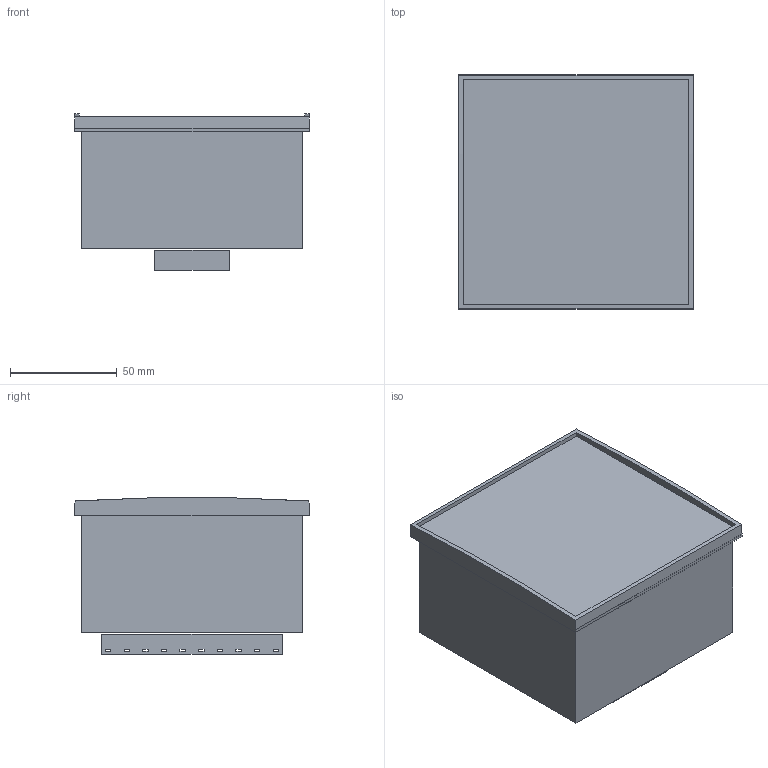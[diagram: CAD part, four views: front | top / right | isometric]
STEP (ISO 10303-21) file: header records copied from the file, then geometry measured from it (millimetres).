
FILE_DESCRIPTION(/* description */ (''),/* implementation_level */ '2;1');
FILE_NAME(/* name */ '3d_RGK400SA.stp',/* time_stamp */ '2016-10-28T08:43:34+02:00',/* author */ ('Andrzej'),/* organization */ (''),/* preprocessor_version */ 'ST-DEVELOPER v15.5',/* originating_system */ 'AutoCAD Mechanical',/* authorisation */ '');
FILE_SCHEMA (('AUTOMOTIVE_DESIGN { 1 0 10303 214 3 1 1 }'));
Length unit declared in the file: millimetre
Products named in the file (1): Product
Bounding box: 110 x 110 x 73.33 mm (x, y, z)
Volume: 682740.5 mm3; surface area: 83621.9 mm2
Topology: 3 solids, 3 shells, 65 faces, 212 edges, 188 vertices
Faces by surface type: plane 64, cylinder 1
Entity records: 2332 total; most frequent: CARTESIAN_POINT 470, DIRECTION 356, ORIENTED_EDGE 348, LINE 200, VECTOR 200, EDGE_CURVE 174, VERTEX_POINT 116, EDGE_LOOP 86
